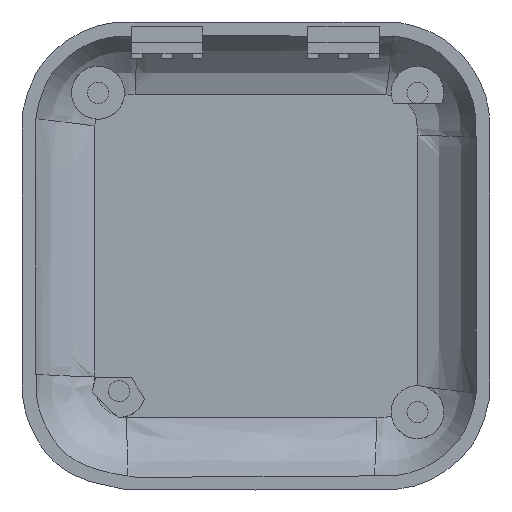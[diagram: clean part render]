
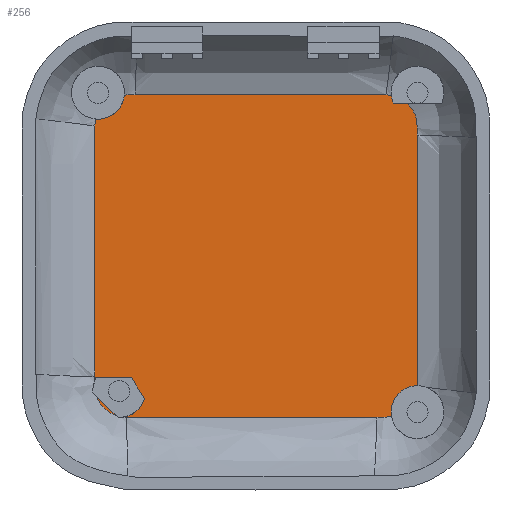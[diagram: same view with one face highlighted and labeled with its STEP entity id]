
A CAD part, top view. The second image highlights one B-rep face of the part: STEP entity #256.
In plain terms, the highlighted planar face has unit normal (0, 0, 1).
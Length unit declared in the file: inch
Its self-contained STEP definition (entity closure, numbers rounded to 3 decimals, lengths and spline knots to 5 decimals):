
#256=ADVANCED_FACE('',(#335),#1170,.T.);
#335=FACE_OUTER_BOUND('',#415,.T.);
#415=EDGE_LOOP('',(#598,#599,#600,#601,#602,#603,#604,#605));
#598=ORIENTED_EDGE('',*,*,#860,.F.);
#599=ORIENTED_EDGE('',*,*,#861,.F.);
#600=ORIENTED_EDGE('',*,*,#862,.F.);
#601=ORIENTED_EDGE('',*,*,#859,.F.);
#602=ORIENTED_EDGE('',*,*,#863,.F.);
#603=ORIENTED_EDGE('',*,*,#864,.F.);
#604=ORIENTED_EDGE('',*,*,#865,.F.);
#605=ORIENTED_EDGE('',*,*,#858,.F.);
#858=EDGE_CURVE('',#1099,#1106,#1020,.T.);
#859=EDGE_CURVE('',#1100,#1103,#1021,.T.);
#860=EDGE_CURVE('',#1101,#1099,#1022,.T.);
#861=EDGE_CURVE('',#1102,#1101,#1023,.T.);
#862=EDGE_CURVE('',#1103,#1102,#1024,.T.);
#863=EDGE_CURVE('',#1104,#1100,#1025,.T.);
#864=EDGE_CURVE('',#1105,#1104,#1026,.T.);
#865=EDGE_CURVE('',#1106,#1105,#1027,.T.);
#1020=B_SPLINE_CURVE_WITH_KNOTS('',3,(#4039,#4040,#4041,#4042,#4043,#4044,
#4045,#4046,#4047,#4048,#4049,#4050,#4051,#4052,#4053),.UNSPECIFIED.,.F.,
 .F.,(4,1,1,1,1,2,1,1,1,2,4),(-4.67912,-4.64256,-4.606,
-4.56945,-4.55117,-4.53289,-4.51462,
-4.49634,-4.47806,-4.45978,-4.45978),
 .UNSPECIFIED.);
#1021=B_SPLINE_CURVE_WITH_KNOTS('',3,(#4054,#4055,#4056,#4057,#4058,#4059,
#4060,#4061,#4062,#4063,#4064,#4065,#4066,#4067),.UNSPECIFIED.,.F.,.F.,
(4,2,1,2,1,1,1,2,4),(-2.33956,-2.26645,-2.22989,
-2.19334,-2.17506,-2.15678,-2.1385,
-2.12022,-2.12022),.UNSPECIFIED.);
#1022=B_SPLINE_CURVE_WITH_KNOTS('',3,(#4068,#4069,#4070,#4071,#4072,#4073,
#4074,#4075,#4076,#4077),.UNSPECIFIED.,.F.,.F.,(4,1,2,2,1,4),(-0.95044,
-0.91389,-0.87733,-0.58489,-0.07311,
0.),.UNSPECIFIED.);
#1023=B_SPLINE_CURVE_WITH_KNOTS('',3,(#4078,#4079,#4080,#4081,#4082,#4083,
#4084,#4085,#4086,#4087,#4088,#4089,#4090,#4091),.UNSPECIFIED.,.F.,.F.,
(4,2,1,2,1,1,1,2,4),(-1.16978,-1.09667,-1.06011,
-1.02356,-1.00528,-0.987,-0.96872,
-0.95045,-0.95044),.UNSPECIFIED.);
#1024=B_SPLINE_CURVE_WITH_KNOTS('',3,(#4092,#4093,#4094,#4095,#4096,#4097,
#4098,#4099,#4100),.UNSPECIFIED.,.F.,.F.,(4,1,2,2,4),(-2.12022,
-2.08367,-2.04711,-1.75467,-1.16978),
 .UNSPECIFIED.);
#1025=B_SPLINE_CURVE_WITH_KNOTS('',3,(#4101,#4102,#4103,#4104,#4105,#4106,
#4107,#4108,#4109),.UNSPECIFIED.,.F.,.F.,(4,1,2,2,4),(-3.29,
-3.25345,-3.21689,-2.92445,-2.33956),
 .UNSPECIFIED.);
#1026=B_SPLINE_CURVE_WITH_KNOTS('',3,(#4110,#4111,#4112,#4113,#4114,#4115,
#4116,#4117,#4118,#4119,#4120,#4121,#4122,#4123),.UNSPECIFIED.,.F.,.F.,
(4,2,1,2,1,1,1,2,4),(-3.50934,-3.43623,-3.39967,
-3.36311,-3.34484,-3.32656,-3.30828,
-3.29,-3.29),.UNSPECIFIED.);
#1027=B_SPLINE_CURVE_WITH_KNOTS('',3,(#4124,#4125,#4126,#4127,#4128,#4129,
#4130,#4131,#4132),.UNSPECIFIED.,.F.,.F.,(4,1,2,2,4),(-4.45978,
-4.42323,-4.38667,-4.09423,-3.50934),
 .UNSPECIFIED.);
#1099=VERTEX_POINT('',#3669);
#1100=VERTEX_POINT('',#3670);
#1101=VERTEX_POINT('',#3671);
#1102=VERTEX_POINT('',#3672);
#1103=VERTEX_POINT('',#3673);
#1104=VERTEX_POINT('',#3674);
#1105=VERTEX_POINT('',#3675);
#1106=VERTEX_POINT('',#3676);
#1170=PLANE('',#1314);
#1314=AXIS2_PLACEMENT_3D('',#2285,#1367,$);
#1367=DIRECTION('',(0.,0.,1.));
#2285=CARTESIAN_POINT('',(0.11808,0.11042,0.05));
#3669=CARTESIAN_POINT('',(0.23622,0.11142,0.05));
#3670=CARTESIAN_POINT('',(1.22049,1.33191,0.05));
#3671=CARTESIAN_POINT('',(1.18661,0.11149,0.05));
#3672=CARTESIAN_POINT('',(1.3386,0.22951,0.05));
#3673=CARTESIAN_POINT('',(1.3385,1.17991,0.05));
#3674=CARTESIAN_POINT('',(0.27009,1.33181,0.05));
#3675=CARTESIAN_POINT('',(0.11809,1.2138,0.05));
#3676=CARTESIAN_POINT('',(0.11818,0.2634,0.05));
#4039=CARTESIAN_POINT('',(0.23622,0.11142,0.05));
#4040=CARTESIAN_POINT('',(0.22403,0.11204,0.05));
#4041=CARTESIAN_POINT('',(0.19932,0.1162,0.05));
#4042=CARTESIAN_POINT('',(0.16662,0.1316,0.05));
#4043=CARTESIAN_POINT('',(0.14468,0.15311,0.05));
#4044=CARTESIAN_POINT('',(0.1314,0.17407,0.05));
#4045=CARTESIAN_POINT('',(0.12644,0.18535,0.05));
#4046=CARTESIAN_POINT('',(0.12236,0.19686,0.05));
#4047=CARTESIAN_POINT('',(0.11943,0.20855,0.05));
#4048=CARTESIAN_POINT('',(0.11788,0.2267,0.05));
#4049=CARTESIAN_POINT('',(0.11822,0.2451,0.05));
#4050=CARTESIAN_POINT('',(0.11821,0.25733,0.05));
#4051=CARTESIAN_POINT('',(0.11818,0.2634,0.05));
#4052=CARTESIAN_POINT('',(0.11818,0.2634,0.05));
#4053=CARTESIAN_POINT('',(0.11818,0.2634,0.05));
#4054=CARTESIAN_POINT('',(1.22049,1.33191,0.05));
#4055=CARTESIAN_POINT('',(1.24486,1.33193,0.05));
#4056=CARTESIAN_POINT('',(1.26914,1.32416,0.05));
#4057=CARTESIAN_POINT('',(1.29898,1.3029,0.05));
#4058=CARTESIAN_POINT('',(1.31648,1.28569,0.05));
#4059=CARTESIAN_POINT('',(1.32817,1.26387,0.05));
#4060=CARTESIAN_POINT('',(1.33431,1.2465,0.05));
#4061=CARTESIAN_POINT('',(1.33729,1.23476,0.05));
#4062=CARTESIAN_POINT('',(1.3388,1.2166,0.05));
#4063=CARTESIAN_POINT('',(1.33848,1.19822,0.05));
#4064=CARTESIAN_POINT('',(1.33848,1.18599,0.05));
#4065=CARTESIAN_POINT('',(1.3385,1.17992,0.05));
#4066=CARTESIAN_POINT('',(1.3385,1.17991,0.05));
#4067=CARTESIAN_POINT('',(1.3385,1.17991,0.05));
#4068=CARTESIAN_POINT('',(1.18661,0.11149,0.05));
#4069=CARTESIAN_POINT('',(1.17447,0.11145,0.05));
#4070=CARTESIAN_POINT('',(1.15012,0.11137,0.05));
#4071=CARTESIAN_POINT('',(1.12573,0.11144,0.05));
#4072=CARTESIAN_POINT('',(1.01608,0.11138,0.05));
#4073=CARTESIAN_POINT('',(0.91858,0.11148,0.05));
#4074=CARTESIAN_POINT('',(0.65052,0.11113,0.05));
#4075=CARTESIAN_POINT('',(0.45556,0.11235,0.05));
#4076=CARTESIAN_POINT('',(0.26059,0.11011,0.05));
#4077=CARTESIAN_POINT('',(0.23622,0.11142,0.05));
#4078=CARTESIAN_POINT('',(1.3386,0.22951,0.05));
#4079=CARTESIAN_POINT('',(1.33861,0.20514,0.05));
#4080=CARTESIAN_POINT('',(1.33086,0.18086,0.05));
#4081=CARTESIAN_POINT('',(1.30959,0.15103,0.05));
#4082=CARTESIAN_POINT('',(1.29238,0.13351,0.05));
#4083=CARTESIAN_POINT('',(1.27056,0.12183,0.05));
#4084=CARTESIAN_POINT('',(1.25319,0.11567,0.05));
#4085=CARTESIAN_POINT('',(1.24145,0.11272,0.05));
#4086=CARTESIAN_POINT('',(1.22329,0.1112,0.05));
#4087=CARTESIAN_POINT('',(1.20491,0.11154,0.05));
#4088=CARTESIAN_POINT('',(1.19268,0.11151,0.05));
#4089=CARTESIAN_POINT('',(1.18661,0.11149,0.05));
#4090=CARTESIAN_POINT('',(1.18661,0.11149,0.05));
#4091=CARTESIAN_POINT('',(1.18661,0.11149,0.05));
#4092=CARTESIAN_POINT('',(1.3385,1.17991,0.05));
#4093=CARTESIAN_POINT('',(1.33856,1.16778,0.05));
#4094=CARTESIAN_POINT('',(1.33862,1.14343,0.05));
#4095=CARTESIAN_POINT('',(1.33856,1.11904,0.05));
#4096=CARTESIAN_POINT('',(1.3386,1.00939,0.05));
#4097=CARTESIAN_POINT('',(1.33858,0.91189,0.05));
#4098=CARTESIAN_POINT('',(1.33859,0.61945,0.05));
#4099=CARTESIAN_POINT('',(1.33857,0.4245,0.05));
#4100=CARTESIAN_POINT('',(1.3386,0.22951,0.05));
#4101=CARTESIAN_POINT('',(0.27009,1.33181,0.05));
#4102=CARTESIAN_POINT('',(0.28222,1.33186,0.05));
#4103=CARTESIAN_POINT('',(0.30657,1.33193,0.05));
#4104=CARTESIAN_POINT('',(0.33096,1.33187,0.05));
#4105=CARTESIAN_POINT('',(0.44061,1.3319,0.05));
#4106=CARTESIAN_POINT('',(0.53811,1.33189,0.05));
#4107=CARTESIAN_POINT('',(0.83055,1.3319,0.05));
#4108=CARTESIAN_POINT('',(1.0255,1.33188,0.05));
#4109=CARTESIAN_POINT('',(1.22049,1.33191,0.05));
#4110=CARTESIAN_POINT('',(0.11809,1.2138,0.05));
#4111=CARTESIAN_POINT('',(0.11809,1.23817,0.05));
#4112=CARTESIAN_POINT('',(0.12583,1.26245,0.05));
#4113=CARTESIAN_POINT('',(0.14711,1.29228,0.05));
#4114=CARTESIAN_POINT('',(0.16431,1.3098,0.05));
#4115=CARTESIAN_POINT('',(0.18613,1.32147,0.05));
#4116=CARTESIAN_POINT('',(0.2035,1.32763,0.05));
#4117=CARTESIAN_POINT('',(0.21524,1.3306,0.05));
#4118=CARTESIAN_POINT('',(0.2334,1.33211,0.05));
#4119=CARTESIAN_POINT('',(0.25178,1.33179,0.05));
#4120=CARTESIAN_POINT('',(0.26401,1.33179,0.05));
#4121=CARTESIAN_POINT('',(0.27008,1.33181,0.05));
#4122=CARTESIAN_POINT('',(0.27009,1.33181,0.05));
#4123=CARTESIAN_POINT('',(0.27009,1.33181,0.05));
#4124=CARTESIAN_POINT('',(0.11818,0.2634,0.05));
#4125=CARTESIAN_POINT('',(0.11814,0.27553,0.05));
#4126=CARTESIAN_POINT('',(0.11807,0.29988,0.05));
#4127=CARTESIAN_POINT('',(0.11813,0.32427,0.05));
#4128=CARTESIAN_POINT('',(0.1181,0.43392,0.05));
#4129=CARTESIAN_POINT('',(0.11812,0.53142,0.05));
#4130=CARTESIAN_POINT('',(0.1181,0.82386,0.05));
#4131=CARTESIAN_POINT('',(0.11813,1.01881,0.05));
#4132=CARTESIAN_POINT('',(0.11809,1.2138,0.05));
